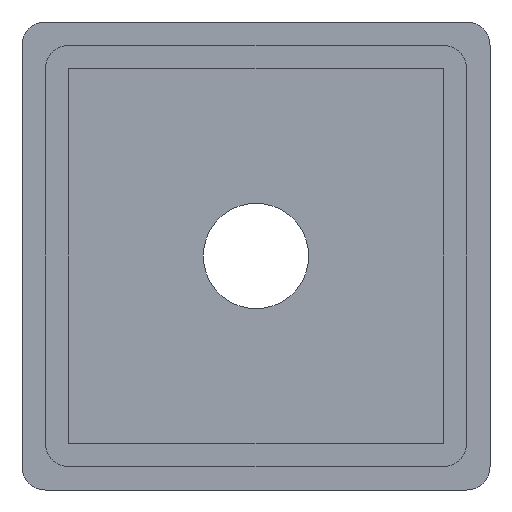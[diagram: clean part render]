
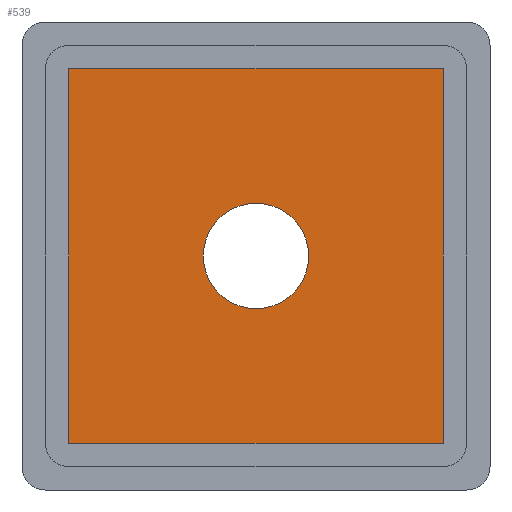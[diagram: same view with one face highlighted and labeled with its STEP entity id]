
A CAD part, front view. The second image highlights one B-rep face of the part: STEP entity #539.
In plain terms, the highlighted planar face has unit normal (0, -1, 0).
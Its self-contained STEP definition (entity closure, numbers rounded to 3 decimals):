
#21=FACE_BOUND('',#98,.T.);
#35=PLANE('',#610);
#65=FACE_OUTER_BOUND('',#97,.T.);
#97=EDGE_LOOP('',(#458,#459,#460,#461));
#98=EDGE_LOOP('',(#462));
#144=LINE('',#934,#197);
#147=LINE('',#940,#200);
#150=LINE('',#944,#203);
#151=LINE('',#946,#204);
#197=VECTOR('',#728,10.);
#200=VECTOR('',#733,10.);
#203=VECTOR('',#738,10.);
#204=VECTOR('',#741,10.);
#232=CIRCLE('',#605,4.5);
#274=VERTEX_POINT('',#928);
#275=VERTEX_POINT('',#932);
#276=VERTEX_POINT('',#933);
#277=VERTEX_POINT('',#938);
#278=VERTEX_POINT('',#939);
#339=EDGE_CURVE('',#274,#274,#232,.T.);
#340=EDGE_CURVE('',#275,#276,#144,.T.);
#343=EDGE_CURVE('',#277,#278,#147,.T.);
#346=EDGE_CURVE('',#276,#277,#150,.T.);
#347=EDGE_CURVE('',#278,#275,#151,.T.);
#458=ORIENTED_EDGE('',*,*,#340,.F.);
#459=ORIENTED_EDGE('',*,*,#347,.F.);
#460=ORIENTED_EDGE('',*,*,#343,.F.);
#461=ORIENTED_EDGE('',*,*,#346,.F.);
#462=ORIENTED_EDGE('',*,*,#339,.T.);
#539=ADVANCED_FACE('',(#65,#21),#35,.T.);
#605=AXIS2_PLACEMENT_3D('',#930,#724,#725);
#610=AXIS2_PLACEMENT_3D('',#947,#742,#743);
#724=DIRECTION('center_axis',(0.,1.,0.));
#725=DIRECTION('ref_axis',(1.,0.,0.));
#728=DIRECTION('',(0.,0.,-1.));
#733=DIRECTION('',(0.,0.,1.));
#738=DIRECTION('',(-1.,0.,0.));
#741=DIRECTION('',(1.,0.,0.));
#742=DIRECTION('center_axis',(0.,-1.,0.));
#743=DIRECTION('ref_axis',(0.,0.,-1.));
#928=CARTESIAN_POINT('',(-4.5,23.4,0.));
#930=CARTESIAN_POINT('Origin',(0.,23.4,0.));
#932=CARTESIAN_POINT('',(16.,23.4,16.));
#933=CARTESIAN_POINT('',(16.,23.4,-16.));
#934=CARTESIAN_POINT('',(16.,23.4,9.));
#938=CARTESIAN_POINT('',(-16.,23.4,-16.));
#939=CARTESIAN_POINT('',(-16.,23.4,16.));
#940=CARTESIAN_POINT('',(-16.,23.4,-9.));
#944=CARTESIAN_POINT('',(9.,23.4,-16.));
#946=CARTESIAN_POINT('',(-9.,23.4,16.));
#947=CARTESIAN_POINT('Origin',(0.,23.4,0.));
